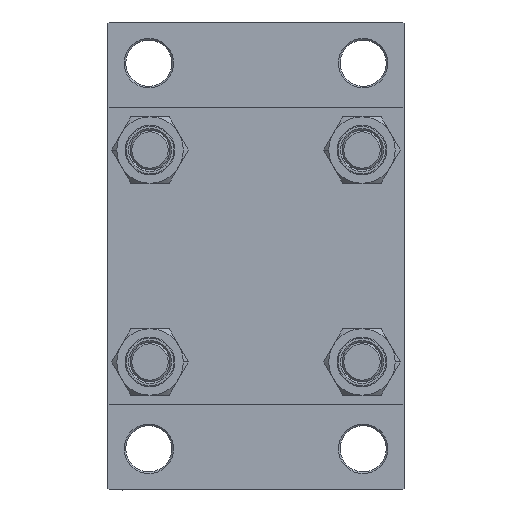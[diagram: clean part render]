
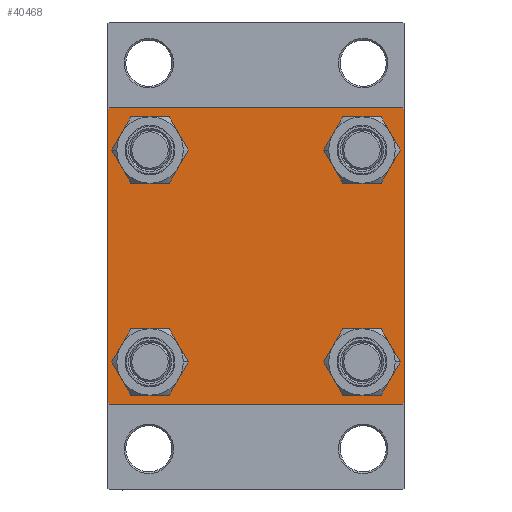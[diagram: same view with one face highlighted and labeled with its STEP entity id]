
A CAD part, left-side view. The second image highlights one B-rep face of the part: STEP entity #40468.
In plain terms, the highlighted planar face has unit normal (-1, 0, 0).
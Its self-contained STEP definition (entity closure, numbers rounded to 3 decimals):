
#385 = VERTEX_POINT ( 'NONE', #4356 ) ;
#600 = DIRECTION ( 'NONE',  ( 1., 0., 0. ) ) ;
#1096 = EDGE_CURVE ( 'NONE', #37025, #40055, #29809, .T. ) ;
#1724 = CIRCLE ( 'NONE', #30682, 6.5 ) ;
#1883 = VERTEX_POINT ( 'NONE', #25174 ) ;
#2081 = DIRECTION ( 'NONE',  ( 0., 0., -1. ) ) ;
#4356 = CARTESIAN_POINT ( 'NONE',  ( 0., -32.15, -25.65 ) ) ;
#4768 = LINE ( 'NONE', #22677, #19177 ) ;
#4798 = DIRECTION ( 'NONE',  ( 0., 0., 1. ) ) ;
#5234 = DIRECTION ( 'NONE',  ( 0., 0., 1. ) ) ;
#5475 = CARTESIAN_POINT ( 'NONE',  ( 0., 32.15, 32.15 ) ) ;
#6664 = EDGE_CURVE ( 'NONE', #21991, #17114, #30240, .T. ) ;
#7807 = EDGE_CURVE ( 'NONE', #22287, #35048, #18495, .T. ) ;
#7824 = EDGE_CURVE ( 'NONE', #33814, #1883, #1724, .T. ) ;
#8047 = ORIENTED_EDGE ( 'NONE', *, *, #15531, .T. ) ;
#8442 = DIRECTION ( 'NONE',  ( 1., 0., 0. ) ) ;
#8565 = FACE_BOUND ( 'NONE', #28475, .T. ) ;
#8685 = CARTESIAN_POINT ( 'NONE',  ( 0., -44.5, -45. ) ) ;
#8729 = VECTOR ( 'NONE', #28799, 1000. ) ;
#8836 = CARTESIAN_POINT ( 'NONE',  ( 0., 32.15, -32.15 ) ) ;
#9535 = EDGE_CURVE ( 'NONE', #22823, #385, #39106, .T. ) ;
#9785 = VECTOR ( 'NONE', #43779, 1000. ) ;
#10807 = CARTESIAN_POINT ( 'NONE',  ( 0., 32.15, -38.65 ) ) ;
#11224 = PLANE ( 'NONE',  #30388 ) ;
#11536 = AXIS2_PLACEMENT_3D ( 'NONE', #34136, #23641, #22933 ) ;
#11584 = VECTOR ( 'NONE', #23975, 1000. ) ;
#11615 = AXIS2_PLACEMENT_3D ( 'NONE', #5475, #19574, #5234 ) ;
#11630 = DIRECTION ( 'NONE',  ( 0., 0., 1. ) ) ;
#11657 = ORIENTED_EDGE ( 'NONE', *, *, #31687, .F. ) ;
#11950 = LINE ( 'NONE', #37730, #22581 ) ;
#12995 = LINE ( 'NONE', #38737, #11584 ) ;
#13097 = ORIENTED_EDGE ( 'NONE', *, *, #34222, .T. ) ;
#14477 = AXIS2_PLACEMENT_3D ( 'NONE', #32693, #17663, #17418 ) ;
#15286 = FACE_BOUND ( 'NONE', #31236, .T. ) ;
#15520 = DIRECTION ( 'NONE',  ( 0., 0.707, -0.707 ) ) ;
#15531 = EDGE_CURVE ( 'NONE', #25105, #22587, #44006, .T. ) ;
#15780 = DIRECTION ( 'NONE',  ( 0., -0.707, -0.707 ) ) ;
#15909 = DIRECTION ( 'NONE',  ( 0., -1., 0. ) ) ;
#17114 = VERTEX_POINT ( 'NONE', #32714 ) ;
#17418 = DIRECTION ( 'NONE',  ( 0., 0., 1. ) ) ;
#17663 = DIRECTION ( 'NONE',  ( 1., 0., 0. ) ) ;
#18227 = EDGE_CURVE ( 'NONE', #385, #22823, #35818, .T. ) ;
#18413 = CARTESIAN_POINT ( 'NONE',  ( 0., 45., -44.5 ) ) ;
#18495 = CIRCLE ( 'NONE', #29910, 6.5 ) ;
#18796 = CARTESIAN_POINT ( 'NONE',  ( 0., -32.15, -32.15 ) ) ;
#18962 = CARTESIAN_POINT ( 'NONE',  ( 0., -45., 44.5 ) ) ;
#19024 = DIRECTION ( 'NONE',  ( 1., 0., 0. ) ) ;
#19177 = VECTOR ( 'NONE', #15520, 1000. ) ;
#19218 = ORIENTED_EDGE ( 'NONE', *, *, #18227, .T. ) ;
#19253 = CARTESIAN_POINT ( 'NONE',  ( 0., 45., 44.5 ) ) ;
#19550 = ORIENTED_EDGE ( 'NONE', *, *, #20335, .T. ) ;
#19574 = DIRECTION ( 'NONE',  ( 1., 0., 0. ) ) ;
#20237 = CARTESIAN_POINT ( 'NONE',  ( 0., -45., 45. ) ) ;
#20335 = EDGE_CURVE ( 'NONE', #44612, #25105, #30114, .T. ) ;
#20532 = CARTESIAN_POINT ( 'NONE',  ( 0., 32.15, -25.65 ) ) ;
#20630 = ORIENTED_EDGE ( 'NONE', *, *, #7807, .T. ) ;
#21044 = ORIENTED_EDGE ( 'NONE', *, *, #22632, .T. ) ;
#21991 = VERTEX_POINT ( 'NONE', #32064 ) ;
#21993 = EDGE_CURVE ( 'NONE', #21991, #37447, #4768, .T. ) ;
#22287 = VERTEX_POINT ( 'NONE', #34535 ) ;
#22581 = VECTOR ( 'NONE', #26290, 1000. ) ;
#22587 = VERTEX_POINT ( 'NONE', #8685 ) ;
#22632 = EDGE_CURVE ( 'NONE', #38643, #17114, #12995, .T. ) ;
#22676 = FACE_OUTER_BOUND ( 'NONE', #34651, .T. ) ;
#22677 = CARTESIAN_POINT ( 'NONE',  ( 0., 44.75, 44.75 ) ) ;
#22823 = VERTEX_POINT ( 'NONE', #44664 ) ;
#22933 = DIRECTION ( 'NONE',  ( 0., 0., 1. ) ) ;
#23641 = DIRECTION ( 'NONE',  ( 1., 0., 0. ) ) ;
#23696 = CARTESIAN_POINT ( 'NONE',  ( 0., 32.15, 25.65 ) ) ;
#23975 = DIRECTION ( 'NONE',  ( 0., 0.707, 0.707 ) ) ;
#24153 = EDGE_CURVE ( 'NONE', #1883, #33814, #26879, .T. ) ;
#24945 = VERTEX_POINT ( 'NONE', #29857 ) ;
#25105 = VERTEX_POINT ( 'NONE', #42671 ) ;
#25174 = CARTESIAN_POINT ( 'NONE',  ( 0., 32.15, 38.65 ) ) ;
#25554 = CIRCLE ( 'NONE', #35439, 6.5 ) ;
#25912 = DIRECTION ( 'NONE',  ( 0., 0., 1. ) ) ;
#26149 = CARTESIAN_POINT ( 'NONE',  ( 0., 32.15, 32.15 ) ) ;
#26290 = DIRECTION ( 'NONE',  ( 0., -0.707, 0.707 ) ) ;
#26609 = CARTESIAN_POINT ( 'NONE',  ( 0., -32.15, 32.15 ) ) ;
#26745 = CARTESIAN_POINT ( 'NONE',  ( 0., -32.15, 32.15 ) ) ;
#26879 = CIRCLE ( 'NONE', #11615, 6.5 ) ;
#27059 = ORIENTED_EDGE ( 'NONE', *, *, #36937, .T. ) ;
#27294 = CIRCLE ( 'NONE', #38720, 6.5 ) ;
#27525 = VECTOR ( 'NONE', #15780, 1000. ) ;
#28475 = EDGE_LOOP ( 'NONE', ( #46855, #32810 ) ) ;
#28799 = DIRECTION ( 'NONE',  ( 0., 0., -1. ) ) ;
#29206 = EDGE_LOOP ( 'NONE', ( #19218, #35613 ) ) ;
#29401 = ORIENTED_EDGE ( 'NONE', *, *, #24153, .T. ) ;
#29809 = CIRCLE ( 'NONE', #11536, 6.5 ) ;
#29857 = CARTESIAN_POINT ( 'NONE',  ( 0., -45., -44.5 ) ) ;
#29910 = AXIS2_PLACEMENT_3D ( 'NONE', #26609, #8442, #25912 ) ;
#30114 = LINE ( 'NONE', #41767, #27525 ) ;
#30240 = LINE ( 'NONE', #44763, #44323 ) ;
#30388 = AXIS2_PLACEMENT_3D ( 'NONE', #40564, #37464, #37221 ) ;
#30682 = AXIS2_PLACEMENT_3D ( 'NONE', #26149, #600, #34235 ) ;
#30893 = ORIENTED_EDGE ( 'NONE', *, *, #6664, .F. ) ;
#31236 = EDGE_LOOP ( 'NONE', ( #29401, #31679 ) ) ;
#31679 = ORIENTED_EDGE ( 'NONE', *, *, #7824, .T. ) ;
#31687 = EDGE_CURVE ( 'NONE', #38643, #24945, #38582, .T. ) ;
#32064 = CARTESIAN_POINT ( 'NONE',  ( 0., 44.5, 45. ) ) ;
#32619 = EDGE_CURVE ( 'NONE', #37447, #44612, #36433, .T. ) ;
#32693 = CARTESIAN_POINT ( 'NONE',  ( 0., -32.15, -32.15 ) ) ;
#32714 = CARTESIAN_POINT ( 'NONE',  ( 0., -44.5, 45. ) ) ;
#32810 = ORIENTED_EDGE ( 'NONE', *, *, #43965, .T. ) ;
#33080 = ORIENTED_EDGE ( 'NONE', *, *, #21993, .T. ) ;
#33193 = FACE_BOUND ( 'NONE', #29206, .T. ) ;
#33814 = VERTEX_POINT ( 'NONE', #23696 ) ;
#34136 = CARTESIAN_POINT ( 'NONE',  ( 0., 32.15, -32.15 ) ) ;
#34222 = EDGE_CURVE ( 'NONE', #35048, #22287, #25554, .T. ) ;
#34235 = DIRECTION ( 'NONE',  ( 0., 0., 1. ) ) ;
#34389 = DIRECTION ( 'NONE',  ( 1., 0., 0. ) ) ;
#34535 = CARTESIAN_POINT ( 'NONE',  ( 0., -32.15, 25.65 ) ) ;
#34651 = EDGE_LOOP ( 'NONE', ( #43579, #19550, #8047, #27059, #11657, #21044, #30893, #33080 ) ) ;
#35048 = VERTEX_POINT ( 'NONE', #43395 ) ;
#35439 = AXIS2_PLACEMENT_3D ( 'NONE', #26745, #41278, #45555 ) ;
#35613 = ORIENTED_EDGE ( 'NONE', *, *, #9535, .T. ) ;
#35818 = CIRCLE ( 'NONE', #14477, 6.5 ) ;
#36433 = LINE ( 'NONE', #36913, #8729 ) ;
#36913 = CARTESIAN_POINT ( 'NONE',  ( 0., 45., 45. ) ) ;
#36937 = EDGE_CURVE ( 'NONE', #22587, #24945, #11950, .T. ) ;
#37025 = VERTEX_POINT ( 'NONE', #20532 ) ;
#37221 = DIRECTION ( 'NONE',  ( 0., 0., 1. ) ) ;
#37447 = VERTEX_POINT ( 'NONE', #19253 ) ;
#37464 = DIRECTION ( 'NONE',  ( -1., 0., 0. ) ) ;
#37730 = CARTESIAN_POINT ( 'NONE',  ( 0., -44.75, -44.75 ) ) ;
#37845 = EDGE_LOOP ( 'NONE', ( #13097, #20630 ) ) ;
#38582 = LINE ( 'NONE', #20237, #42209 ) ;
#38643 = VERTEX_POINT ( 'NONE', #18962 ) ;
#38720 = AXIS2_PLACEMENT_3D ( 'NONE', #8836, #34389, #4798 ) ;
#38737 = CARTESIAN_POINT ( 'NONE',  ( 0., -44.75, 44.75 ) ) ;
#39106 = CIRCLE ( 'NONE', #42910, 6.5 ) ;
#40055 = VERTEX_POINT ( 'NONE', #10807 ) ;
#40468 = ADVANCED_FACE ( 'NONE', ( #44831, #33193, #8565, #15286, #22676 ), #11224, .T. ) ;
#40564 = CARTESIAN_POINT ( 'NONE',  ( 0., 0., 0. ) ) ;
#40897 = CARTESIAN_POINT ( 'NONE',  ( 0., 45., -45. ) ) ;
#41278 = DIRECTION ( 'NONE',  ( 1., 0., 0. ) ) ;
#41767 = CARTESIAN_POINT ( 'NONE',  ( 0., 44.75, -44.75 ) ) ;
#42209 = VECTOR ( 'NONE', #2081, 1000. ) ;
#42671 = CARTESIAN_POINT ( 'NONE',  ( 0., 44.5, -45. ) ) ;
#42910 = AXIS2_PLACEMENT_3D ( 'NONE', #18796, #19024, #11630 ) ;
#43395 = CARTESIAN_POINT ( 'NONE',  ( 0., -32.15, 38.65 ) ) ;
#43579 = ORIENTED_EDGE ( 'NONE', *, *, #32619, .T. ) ;
#43779 = DIRECTION ( 'NONE',  ( 0., -1., 0. ) ) ;
#43965 = EDGE_CURVE ( 'NONE', #40055, #37025, #27294, .T. ) ;
#44006 = LINE ( 'NONE', #40897, #9785 ) ;
#44323 = VECTOR ( 'NONE', #15909, 1000. ) ;
#44612 = VERTEX_POINT ( 'NONE', #18413 ) ;
#44664 = CARTESIAN_POINT ( 'NONE',  ( 0., -32.15, -38.65 ) ) ;
#44763 = CARTESIAN_POINT ( 'NONE',  ( 0., 45., 45. ) ) ;
#44831 = FACE_BOUND ( 'NONE', #37845, .T. ) ;
#45555 = DIRECTION ( 'NONE',  ( 0., 0., 1. ) ) ;
#46855 = ORIENTED_EDGE ( 'NONE', *, *, #1096, .T. ) ;
